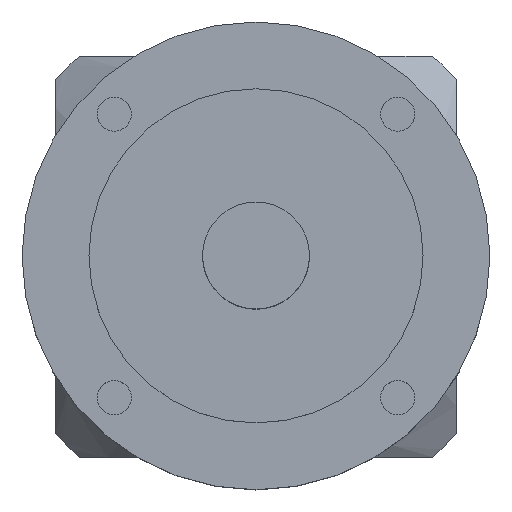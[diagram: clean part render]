
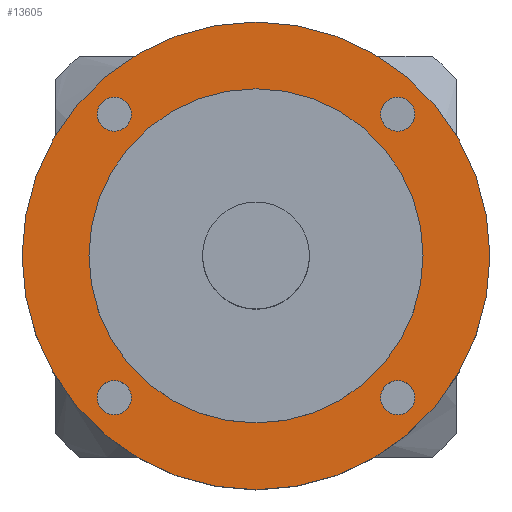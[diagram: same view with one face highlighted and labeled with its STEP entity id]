
A CAD part, top view. The second image highlights one B-rep face of the part: STEP entity #13605.
In plain terms, the highlighted planar face has unit normal (0, 0, 1).
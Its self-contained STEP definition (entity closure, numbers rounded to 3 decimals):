
#842 = CARTESIAN_POINT ( 'NONE',  ( 0., 0., 82.1 ) ) ;
#1142 = CARTESIAN_POINT ( 'NONE',  ( -21.213, 21.213, 82.1 ) ) ;
#1912 = AXIS2_PLACEMENT_3D ( 'NONE', #14853, #19616, #7148 ) ;
#2360 = CARTESIAN_POINT ( 'NONE',  ( 23.763, 21.213, 82.1 ) ) ;
#2540 = AXIS2_PLACEMENT_3D ( 'NONE', #25921, #3437, #3755 ) ;
#2543 = EDGE_CURVE ( 'NONE', #7590, #25523, #2635, .T. ) ;
#2635 = CIRCLE ( 'NONE', #22546, 2.55 ) ;
#3395 = CIRCLE ( 'NONE', #7054, 25. ) ;
#3437 = DIRECTION ( 'NONE',  ( 0., 0., 1. ) ) ;
#3755 = DIRECTION ( 'NONE',  ( 1., 0., 0. ) ) ;
#4033 = DIRECTION ( 'NONE',  ( 1., 0., 0. ) ) ;
#4535 = ORIENTED_EDGE ( 'NONE', *, *, #28839, .F. ) ;
#4612 = DIRECTION ( 'NONE',  ( 0., 0., 1. ) ) ;
#4629 = CIRCLE ( 'NONE', #6733, 35. ) ;
#5191 = AXIS2_PLACEMENT_3D ( 'NONE', #842, #15604, #20193 ) ;
#5266 = FACE_BOUND ( 'NONE', #29238, .T. ) ;
#6211 = CARTESIAN_POINT ( 'NONE',  ( -18.663, -21.213, 82.1 ) ) ;
#6615 = ORIENTED_EDGE ( 'NONE', *, *, #17476, .F. ) ;
#6733 = AXIS2_PLACEMENT_3D ( 'NONE', #31947, #19471, #4033 ) ;
#7054 = AXIS2_PLACEMENT_3D ( 'NONE', #31708, #4612, #14301 ) ;
#7148 = DIRECTION ( 'NONE',  ( 1., 0., 0. ) ) ;
#7167 = VERTEX_POINT ( 'NONE', #19863 ) ;
#7528 = DIRECTION ( 'NONE',  ( 1., 0., 0. ) ) ;
#7590 = VERTEX_POINT ( 'NONE', #2360 ) ;
#7710 = ORIENTED_EDGE ( 'NONE', *, *, #7965, .T. ) ;
#7965 = EDGE_CURVE ( 'NONE', #8824, #21691, #4629, .T. ) ;
#8786 = DIRECTION ( 'NONE',  ( 1., 0., 0. ) ) ;
#8824 = VERTEX_POINT ( 'NONE', #25220 ) ;
#8845 = CARTESIAN_POINT ( 'NONE',  ( -23.763, -21.213, 82.1 ) ) ;
#9019 = DIRECTION ( 'NONE',  ( 1., 0., 0. ) ) ;
#9022 = VERTEX_POINT ( 'NONE', #16160 ) ;
#9291 = ORIENTED_EDGE ( 'NONE', *, *, #19987, .F. ) ;
#9917 = CIRCLE ( 'NONE', #19346, 2.55 ) ;
#10491 = CARTESIAN_POINT ( 'NONE',  ( 35., 0., 82.1 ) ) ;
#10661 = ORIENTED_EDGE ( 'NONE', *, *, #24608, .T. ) ;
#10739 = CIRCLE ( 'NONE', #26998, 2.55 ) ;
#10767 = ORIENTED_EDGE ( 'NONE', *, *, #27005, .F. ) ;
#11538 = DIRECTION ( 'NONE',  ( 1., 0., 0. ) ) ;
#11582 = DIRECTION ( 'NONE',  ( 0., 0., 1. ) ) ;
#12027 = EDGE_CURVE ( 'NONE', #15282, #17383, #24006, .T. ) ;
#12048 = AXIS2_PLACEMENT_3D ( 'NONE', #16668, #11582, #8786 ) ;
#12441 = CARTESIAN_POINT ( 'NONE',  ( 21.213, -21.213, 82.1 ) ) ;
#12453 = CARTESIAN_POINT ( 'NONE',  ( -25., 0., 82.1 ) ) ;
#12814 = ORIENTED_EDGE ( 'NONE', *, *, #16053, .F. ) ;
#12837 = CARTESIAN_POINT ( 'NONE',  ( 18.663, 21.213, 82.1 ) ) ;
#12939 = DIRECTION ( 'NONE',  ( 0., 0., 1. ) ) ;
#13112 = DIRECTION ( 'NONE',  ( 0., 0., 1. ) ) ;
#13237 = CARTESIAN_POINT ( 'NONE',  ( 0., 0., 82.1 ) ) ;
#13436 = AXIS2_PLACEMENT_3D ( 'NONE', #23637, #18710, #9019 ) ;
#13605 = ADVANCED_FACE ( 'NONE', ( #15773, #25781, #22984, #5266, #23152, #25935 ), #20351, .T. ) ;
#13623 = AXIS2_PLACEMENT_3D ( 'NONE', #23573, #13723, #23412 ) ;
#13723 = DIRECTION ( 'NONE',  ( 0., 0., 1. ) ) ;
#13757 = DIRECTION ( 'NONE',  ( 1., 0., 0. ) ) ;
#13943 = CIRCLE ( 'NONE', #13436, 2.55 ) ;
#13998 = DIRECTION ( 'NONE',  ( 0., 0., 1. ) ) ;
#14158 = CIRCLE ( 'NONE', #29925, 2.55 ) ;
#14301 = DIRECTION ( 'NONE',  ( 1., 0., 0. ) ) ;
#14853 = CARTESIAN_POINT ( 'NONE',  ( 0., 0., 82.1 ) ) ;
#15282 = VERTEX_POINT ( 'NONE', #17904 ) ;
#15604 = DIRECTION ( 'NONE',  ( 0., 0., 1. ) ) ;
#15773 = FACE_BOUND ( 'NONE', #27499, .T. ) ;
#16038 = AXIS2_PLACEMENT_3D ( 'NONE', #13237, #25062, #27866 ) ;
#16053 = EDGE_CURVE ( 'NONE', #27326, #28773, #9917, .T. ) ;
#16160 = CARTESIAN_POINT ( 'NONE',  ( 23.763, -21.213, 82.1 ) ) ;
#16455 = ORIENTED_EDGE ( 'NONE', *, *, #12027, .F. ) ;
#16668 = CARTESIAN_POINT ( 'NONE',  ( 21.213, 21.213, 82.1 ) ) ;
#16669 = DIRECTION ( 'NONE',  ( 0., 0., 1. ) ) ;
#17383 = VERTEX_POINT ( 'NONE', #29328 ) ;
#17476 = EDGE_CURVE ( 'NONE', #25523, #7590, #28316, .T. ) ;
#17517 = ORIENTED_EDGE ( 'NONE', *, *, #2543, .F. ) ;
#17904 = CARTESIAN_POINT ( 'NONE',  ( -18.663, 21.213, 82.1 ) ) ;
#18710 = DIRECTION ( 'NONE',  ( 0., 0., 1. ) ) ;
#18869 = VERTEX_POINT ( 'NONE', #24223 ) ;
#19346 = AXIS2_PLACEMENT_3D ( 'NONE', #29494, #16669, #21582 ) ;
#19471 = DIRECTION ( 'NONE',  ( 0., 0., 1. ) ) ;
#19616 = DIRECTION ( 'NONE',  ( 0., 0., 1. ) ) ;
#19851 = EDGE_LOOP ( 'NONE', ( #16455, #22062 ) ) ;
#19863 = CARTESIAN_POINT ( 'NONE',  ( 25., 0., 82.1 ) ) ;
#19987 = EDGE_CURVE ( 'NONE', #7167, #31787, #3395, .T. ) ;
#20193 = DIRECTION ( 'NONE',  ( 1., 0., 0. ) ) ;
#20351 = PLANE ( 'NONE',  #5191 ) ;
#20934 = CIRCLE ( 'NONE', #13623, 2.55 ) ;
#21582 = DIRECTION ( 'NONE',  ( 1., 0., 0. ) ) ;
#21691 = VERTEX_POINT ( 'NONE', #10491 ) ;
#21862 = EDGE_CURVE ( 'NONE', #17383, #15282, #10739, .T. ) ;
#22062 = ORIENTED_EDGE ( 'NONE', *, *, #21862, .F. ) ;
#22483 = EDGE_LOOP ( 'NONE', ( #12814, #4535 ) ) ;
#22546 = AXIS2_PLACEMENT_3D ( 'NONE', #29123, #13998, #11538 ) ;
#22984 = FACE_BOUND ( 'NONE', #19851, .T. ) ;
#23152 = FACE_BOUND ( 'NONE', #23237, .T. ) ;
#23237 = EDGE_LOOP ( 'NONE', ( #28780, #9291 ) ) ;
#23412 = DIRECTION ( 'NONE',  ( 1., 0., 0. ) ) ;
#23573 = CARTESIAN_POINT ( 'NONE',  ( -21.213, -21.213, 82.1 ) ) ;
#23637 = CARTESIAN_POINT ( 'NONE',  ( 21.213, -21.213, 82.1 ) ) ;
#24006 = CIRCLE ( 'NONE', #2540, 2.55 ) ;
#24223 = CARTESIAN_POINT ( 'NONE',  ( 18.663, -21.213, 82.1 ) ) ;
#24608 = EDGE_CURVE ( 'NONE', #21691, #8824, #27041, .T. ) ;
#25062 = DIRECTION ( 'NONE',  ( 0., 0., 1. ) ) ;
#25220 = CARTESIAN_POINT ( 'NONE',  ( -35., 0., 82.1 ) ) ;
#25523 = VERTEX_POINT ( 'NONE', #12837 ) ;
#25781 = FACE_BOUND ( 'NONE', #22483, .T. ) ;
#25921 = CARTESIAN_POINT ( 'NONE',  ( -21.213, 21.213, 82.1 ) ) ;
#25935 = FACE_OUTER_BOUND ( 'NONE', #28700, .T. ) ;
#26239 = EDGE_CURVE ( 'NONE', #31787, #7167, #29688, .T. ) ;
#26998 = AXIS2_PLACEMENT_3D ( 'NONE', #1142, #13112, #13757 ) ;
#27005 = EDGE_CURVE ( 'NONE', #18869, #9022, #13943, .T. ) ;
#27041 = CIRCLE ( 'NONE', #16038, 35. ) ;
#27326 = VERTEX_POINT ( 'NONE', #6211 ) ;
#27499 = EDGE_LOOP ( 'NONE', ( #29193, #10767 ) ) ;
#27866 = DIRECTION ( 'NONE',  ( 1., 0., 0. ) ) ;
#28316 = CIRCLE ( 'NONE', #12048, 2.55 ) ;
#28700 = EDGE_LOOP ( 'NONE', ( #10661, #7710 ) ) ;
#28773 = VERTEX_POINT ( 'NONE', #8845 ) ;
#28780 = ORIENTED_EDGE ( 'NONE', *, *, #26239, .F. ) ;
#28839 = EDGE_CURVE ( 'NONE', #28773, #27326, #20934, .T. ) ;
#29123 = CARTESIAN_POINT ( 'NONE',  ( 21.213, 21.213, 82.1 ) ) ;
#29193 = ORIENTED_EDGE ( 'NONE', *, *, #30036, .F. ) ;
#29238 = EDGE_LOOP ( 'NONE', ( #17517, #6615 ) ) ;
#29328 = CARTESIAN_POINT ( 'NONE',  ( -23.763, 21.213, 82.1 ) ) ;
#29494 = CARTESIAN_POINT ( 'NONE',  ( -21.213, -21.213, 82.1 ) ) ;
#29688 = CIRCLE ( 'NONE', #1912, 25. ) ;
#29925 = AXIS2_PLACEMENT_3D ( 'NONE', #12441, #12939, #7528 ) ;
#30036 = EDGE_CURVE ( 'NONE', #9022, #18869, #14158, .T. ) ;
#31708 = CARTESIAN_POINT ( 'NONE',  ( 0., 0., 82.1 ) ) ;
#31787 = VERTEX_POINT ( 'NONE', #12453 ) ;
#31947 = CARTESIAN_POINT ( 'NONE',  ( 0., 0., 82.1 ) ) ;
